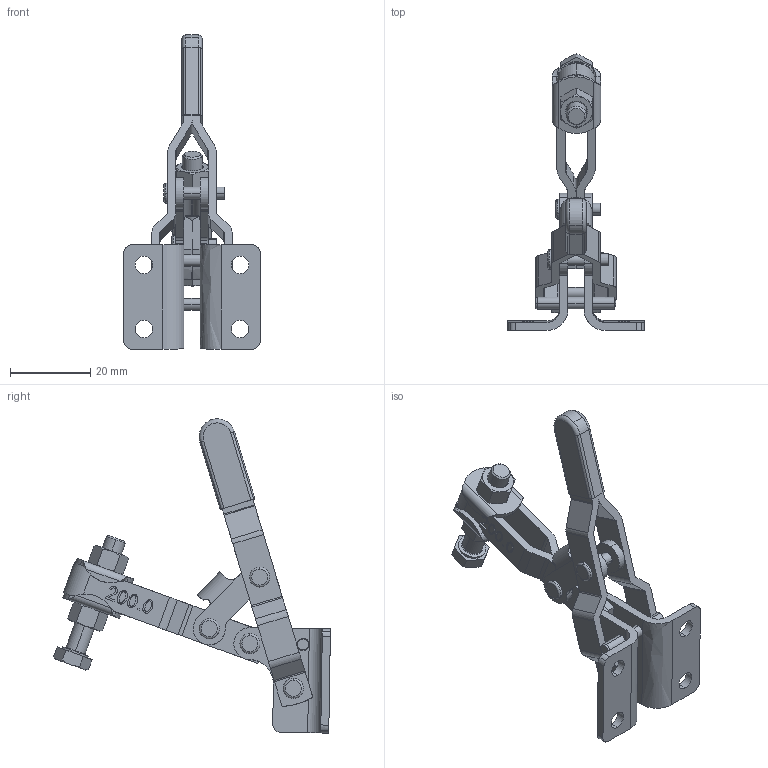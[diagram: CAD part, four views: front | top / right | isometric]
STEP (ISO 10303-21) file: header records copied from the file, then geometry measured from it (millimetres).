
FILE_DESCRIPTION((''),'2;1');
FILE_NAME('200.0-opened.stp','2005-09-27T17:49:08',('Kysilko'),(''),'Autodesk Inventor 8','Autodesk Inventor 8','');
FILE_SCHEMA(('AUTOMOTIVE_DESIGN { 1 0 10303 214 1 1 1 1 }'));
Length unit declared in the file: millimetre
Products named in the file (1): Part55
Bounding box: 34 x 69.01 x 78.33 mm (x, y, z)
Volume: 9820.9 mm3; surface area: 10319 mm2
Topology: 3 solids, 3 shells, 457 faces, 1231 edges, 783 vertices
Faces by surface type: cylinder 146, plane 138, bspline 109, cone 52, torus 10, sphere 2
Entity records: 16962 total; most frequent: CARTESIAN_POINT 5891, ORIENTED_EDGE 2434, DIRECTION 2205, EDGE_CURVE 1217, AXIS2_PLACEMENT_3D 817, VERTEX_POINT 779, VECTOR 571, LINE 571
